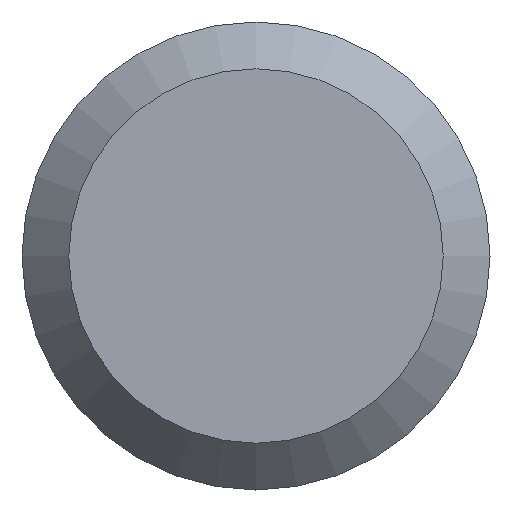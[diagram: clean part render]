
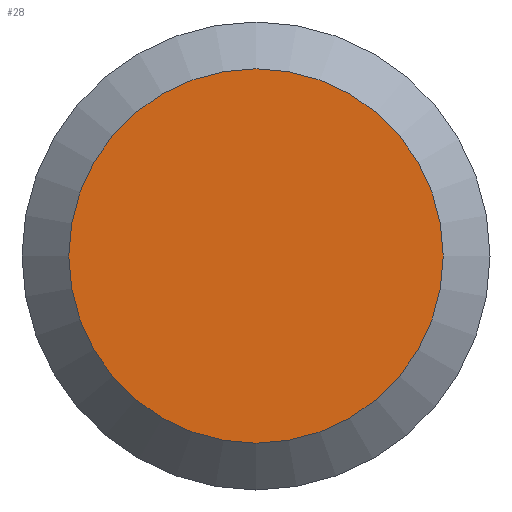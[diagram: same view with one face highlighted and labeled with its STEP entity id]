
A CAD part, left-side view. The second image highlights one B-rep face of the part: STEP entity #28.
In plain terms, the highlighted planar face has unit normal (-1, 0, 0).
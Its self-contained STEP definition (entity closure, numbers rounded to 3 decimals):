
#28 = ADVANCED_FACE ( 'NONE', ( #29 ), #87, .F. ) ;
#29 = FACE_OUTER_BOUND ( 'NONE', #178, .T. ) ;
#34 = DIRECTION ( 'NONE',  ( -1., 0., 0. ) ) ;
#36 = AXIS2_PLACEMENT_3D ( 'NONE', #55, #34, #50 ) ;
#42 = CARTESIAN_POINT ( 'NONE',  ( 0., 0., -1.32 ) ) ;
#49 = CARTESIAN_POINT ( 'NONE',  ( 0., 1.65, 0. ) ) ;
#50 = DIRECTION ( 'NONE',  ( 0., 0., -1. ) ) ;
#52 = CIRCLE ( 'NONE', #36, 1.32 ) ;
#55 = CARTESIAN_POINT ( 'NONE',  ( 0., 0., 0. ) ) ;
#58 = ORIENTED_EDGE ( 'NONE', *, *, #60, .T. ) ;
#60 = EDGE_CURVE ( 'NONE', #145, #145, #52, .T. ) ;
#69 = DIRECTION ( 'NONE',  ( 1., 0., 0. ) ) ;
#87 = PLANE ( 'NONE',  #209 ) ;
#117 = DIRECTION ( 'NONE',  ( 0., 0., -1. ) ) ;
#145 = VERTEX_POINT ( 'NONE', #42 ) ;
#178 = EDGE_LOOP ( 'NONE', ( #58 ) ) ;
#209 = AXIS2_PLACEMENT_3D ( 'NONE', #49, #69, #117 ) ;
